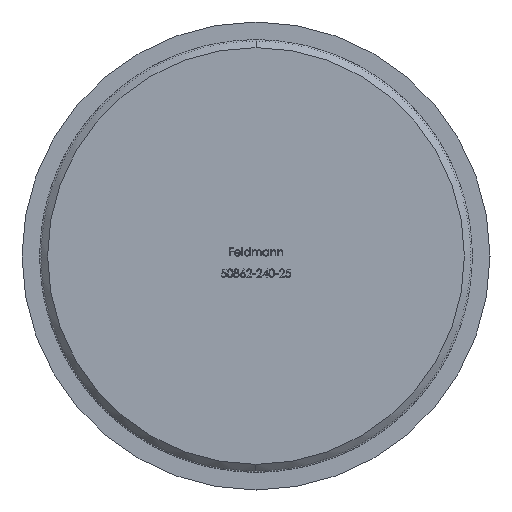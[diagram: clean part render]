
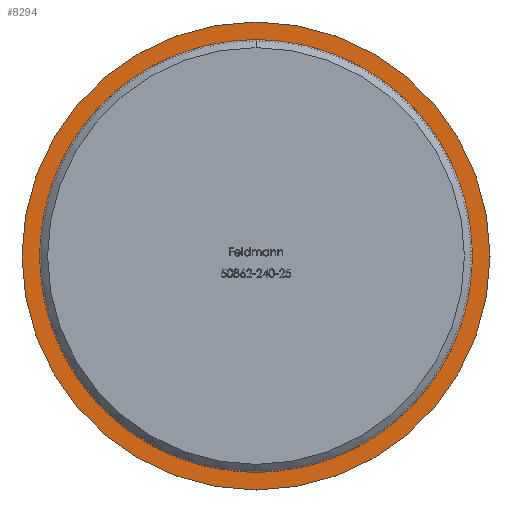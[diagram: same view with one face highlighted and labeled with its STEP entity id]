
A CAD part, front view. The second image highlights one B-rep face of the part: STEP entity #8294.
In plain terms, the highlighted planar face has unit normal (0, -1, 0).
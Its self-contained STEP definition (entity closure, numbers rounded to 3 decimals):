
#532 = CARTESIAN_POINT ( 'NONE',  ( 0., 5., 27.65 ) ) ;
#1205 = AXIS2_PLACEMENT_3D ( 'NONE', #3109, #38122, #17981 ) ;
#2875 = AXIS2_PLACEMENT_3D ( 'NONE', #43635, #64320, #40318 ) ;
#3109 = CARTESIAN_POINT ( 'NONE',  ( 30.15, 5., 0. ) ) ;
#3712 = EDGE_CURVE ( 'NONE', #19828, #26118, #64025, .T. ) ;
#3922 = DIRECTION ( 'NONE',  ( 0., -1., 0. ) ) ;
#5917 = AXIS2_PLACEMENT_3D ( 'NONE', #39888, #44974, #14955 ) ;
#8294 = ADVANCED_FACE ( 'NONE', ( #53759, #62437 ), #48039, .T. ) ;
#9620 = CARTESIAN_POINT ( 'NONE',  ( 0., 5., 0. ) ) ;
#10920 = EDGE_CURVE ( 'NONE', #11547, #61562, #25985, .T. ) ;
#11197 = CARTESIAN_POINT ( 'NONE',  ( 0., 5., -27.65 ) ) ;
#11547 = VERTEX_POINT ( 'NONE', #57008 ) ;
#12366 = DIRECTION ( 'NONE',  ( 0., -1., 0. ) ) ;
#14180 = AXIS2_PLACEMENT_3D ( 'NONE', #9620, #3922, #38970 ) ;
#14709 = ORIENTED_EDGE ( 'NONE', *, *, #10920, .T. ) ;
#14955 = DIRECTION ( 'NONE',  ( 0., 0., -1. ) ) ;
#17803 = EDGE_CURVE ( 'NONE', #26118, #19828, #64999, .T. ) ;
#17981 = DIRECTION ( 'NONE',  ( 0., 0., -1. ) ) ;
#19828 = VERTEX_POINT ( 'NONE', #11197 ) ;
#21737 = AXIS2_PLACEMENT_3D ( 'NONE', #62434, #12366, #42846 ) ;
#25985 = CIRCLE ( 'NONE', #5917, 30.15 ) ;
#26118 = VERTEX_POINT ( 'NONE', #532 ) ;
#26948 = EDGE_LOOP ( 'NONE', ( #30419, #14709 ) ) ;
#29141 = EDGE_LOOP ( 'NONE', ( #62225, #60571 ) ) ;
#30419 = ORIENTED_EDGE ( 'NONE', *, *, #63158, .T. ) ;
#32834 = CIRCLE ( 'NONE', #21737, 30.15 ) ;
#38122 = DIRECTION ( 'NONE',  ( 0., -1., 0. ) ) ;
#38970 = DIRECTION ( 'NONE',  ( 0., 0., -1. ) ) ;
#39888 = CARTESIAN_POINT ( 'NONE',  ( 0., 5., 0. ) ) ;
#40318 = DIRECTION ( 'NONE',  ( 0., 0., -1. ) ) ;
#42846 = DIRECTION ( 'NONE',  ( 0., 0., -1. ) ) ;
#43635 = CARTESIAN_POINT ( 'NONE',  ( 0., 5., 0. ) ) ;
#44974 = DIRECTION ( 'NONE',  ( 0., -1., 0. ) ) ;
#48039 = PLANE ( 'NONE',  #1205 ) ;
#52392 = CARTESIAN_POINT ( 'NONE',  ( 0., 5., -30.15 ) ) ;
#53759 = FACE_BOUND ( 'NONE', #29141, .T. ) ;
#57008 = CARTESIAN_POINT ( 'NONE',  ( 0., 5., 30.15 ) ) ;
#60571 = ORIENTED_EDGE ( 'NONE', *, *, #17803, .F. ) ;
#61562 = VERTEX_POINT ( 'NONE', #52392 ) ;
#62225 = ORIENTED_EDGE ( 'NONE', *, *, #3712, .F. ) ;
#62434 = CARTESIAN_POINT ( 'NONE',  ( 0., 5., 0. ) ) ;
#62437 = FACE_OUTER_BOUND ( 'NONE', #26948, .T. ) ;
#63158 = EDGE_CURVE ( 'NONE', #61562, #11547, #32834, .T. ) ;
#64025 = CIRCLE ( 'NONE', #2875, 27.65 ) ;
#64320 = DIRECTION ( 'NONE',  ( 0., -1., 0. ) ) ;
#64999 = CIRCLE ( 'NONE', #14180, 27.65 ) ;
